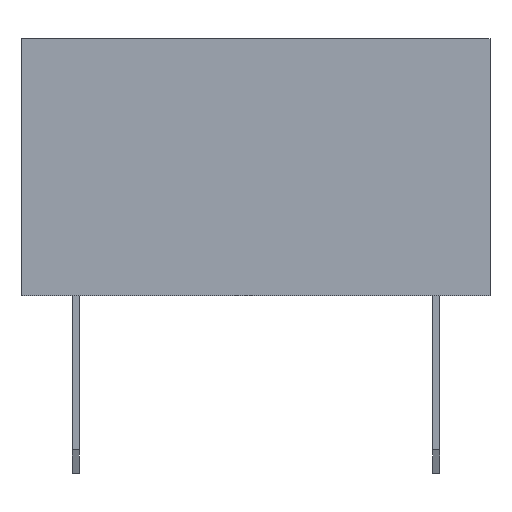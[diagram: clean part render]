
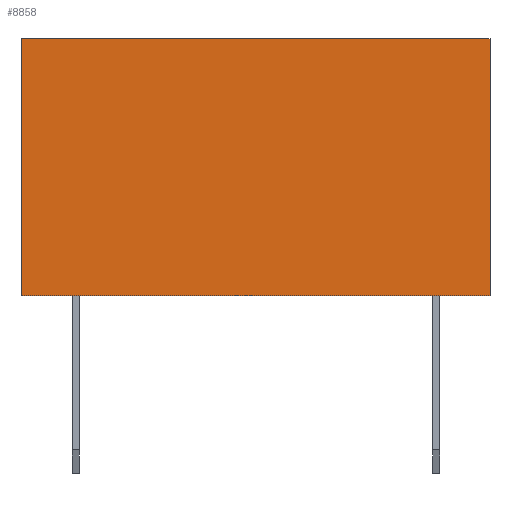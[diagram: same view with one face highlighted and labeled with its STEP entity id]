
A CAD part, left-side view. The second image highlights one B-rep face of the part: STEP entity #8858.
In plain terms, the highlighted planar face has unit normal (-1, 0, 0).
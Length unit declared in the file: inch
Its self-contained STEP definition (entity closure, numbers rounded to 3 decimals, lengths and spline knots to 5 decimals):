
#4991=CARTESIAN_POINT('',(-0.42677,0.19488,0.10709));
#4992=VERTEX_POINT('',#4991);
#4999=CARTESIAN_POINT('',(-0.42677,-0.19488,0.10709));
#5000=VERTEX_POINT('',#4999);
#5001=CARTESIAN_POINT('',(-0.42677,0.19488,0.10709));
#5002=DIRECTION('',(0.0,-1.0,0.0));
#5003=VECTOR('',#5002,0.38976);
#5004=LINE('',#5001,#5003);
#5005=EDGE_CURVE('',#4992,#5000,#5004,.T.);
#8828=CARTESIAN_POINT('',(-0.42677,-0.21437,0.1178));
#8829=DIRECTION('',(1.0,0.0,0.0));
#8830=DIRECTION('',(0.0,0.0,-1.0));
#8831=AXIS2_PLACEMENT_3D('',#8828,#8829,#8830);
#8832=PLANE('',#8831);
#8833=CARTESIAN_POINT('',(-0.42677,-0.19488,-0.10709));
#8834=VERTEX_POINT('',#8833);
#8835=CARTESIAN_POINT('',(-0.42677,-0.19488,0.10709));
#8836=DIRECTION('',(0.0,0.0,-1.0));
#8837=VECTOR('',#8836,0.21417);
#8838=LINE('',#8835,#8837);
#8839=EDGE_CURVE('',#5000,#8834,#8838,.T.);
#8840=ORIENTED_EDGE('',*,*,#8839,.F.);
#8841=ORIENTED_EDGE('',*,*,#5005,.F.);
#8842=CARTESIAN_POINT('',(-0.42677,0.19488,-0.10709));
#8843=VERTEX_POINT('',#8842);
#8844=CARTESIAN_POINT('',(-0.42677,0.19488,-0.10709));
#8845=DIRECTION('',(0.0,0.0,1.0));
#8846=VECTOR('',#8845,0.21417);
#8847=LINE('',#8844,#8846);
#8848=EDGE_CURVE('',#8843,#4992,#8847,.T.);
#8849=ORIENTED_EDGE('',*,*,#8848,.F.);
#8850=CARTESIAN_POINT('',(-0.42677,-0.19488,-0.10709));
#8851=DIRECTION('',(0.0,1.0,0.0));
#8852=VECTOR('',#8851,0.38976);
#8853=LINE('',#8850,#8852);
#8854=EDGE_CURVE('',#8834,#8843,#8853,.T.);
#8855=ORIENTED_EDGE('',*,*,#8854,.F.);
#8856=EDGE_LOOP('',(#8840,#8841,#8849,#8855));
#8857=FACE_OUTER_BOUND('',#8856,.T.);
#8858=ADVANCED_FACE('',(#8857),#8832,.F.);
